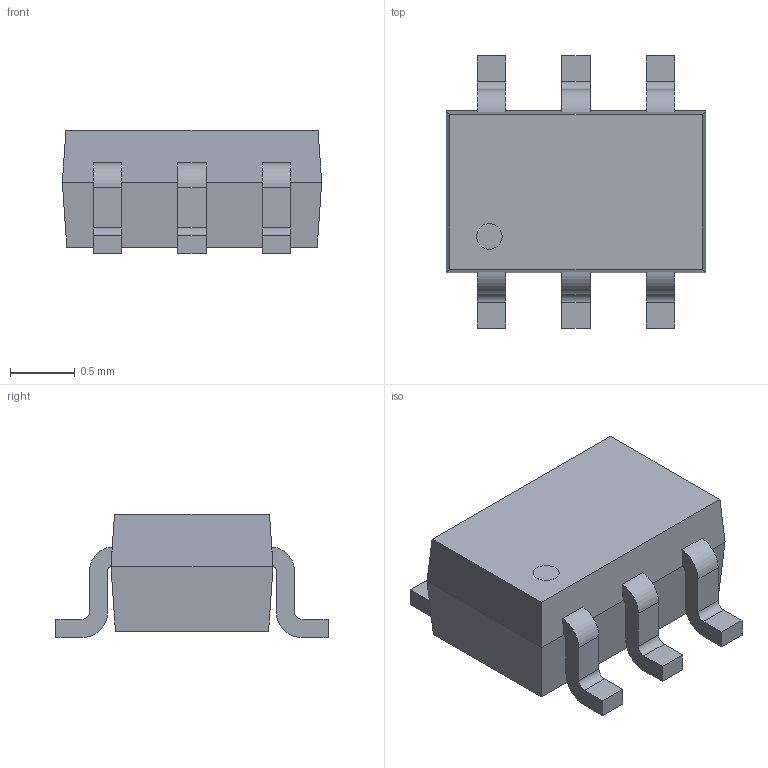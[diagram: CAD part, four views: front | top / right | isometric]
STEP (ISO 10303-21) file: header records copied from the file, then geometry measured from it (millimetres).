
FILE_DESCRIPTION (( 'STEP AP214' ), '1' );
FILE_NAME ('SOT-363-6_L2.0-W1.25-LS2.1-BL.STEP', '2021-08-04T01:37:10', ( 'PC' ), ( 'Microsoft' ), 'SwSTEP 2.0', 'SolidWorks 2018', '' );
FILE_SCHEMA (( 'AUTOMOTIVE_DESIGN' ));
Length unit declared in the file: millimetre
Products named in the file (2): SOT-363-6_L2.0-W1.25-LS2.1-BL
Bounding box: 2 x 2.1 x 0.95 mm (x, y, z)
Volume: 2.3 mm3; surface area: 14.2 mm2
Topology: 1 solids, 1 shells, 138 faces, 362 edges, 240 vertices
Faces by surface type: plane 98, cylinder 26, bspline 14
Entity records: 6473 total; most frequent: CARTESIAN_POINT 1540, ORIENTED_EDGE 724, DIRECTION 638, EDGE_CURVE 362, VECTOR 282, LINE 282, VERTEX_POINT 240, AXIS2_PLACEMENT_3D 178
